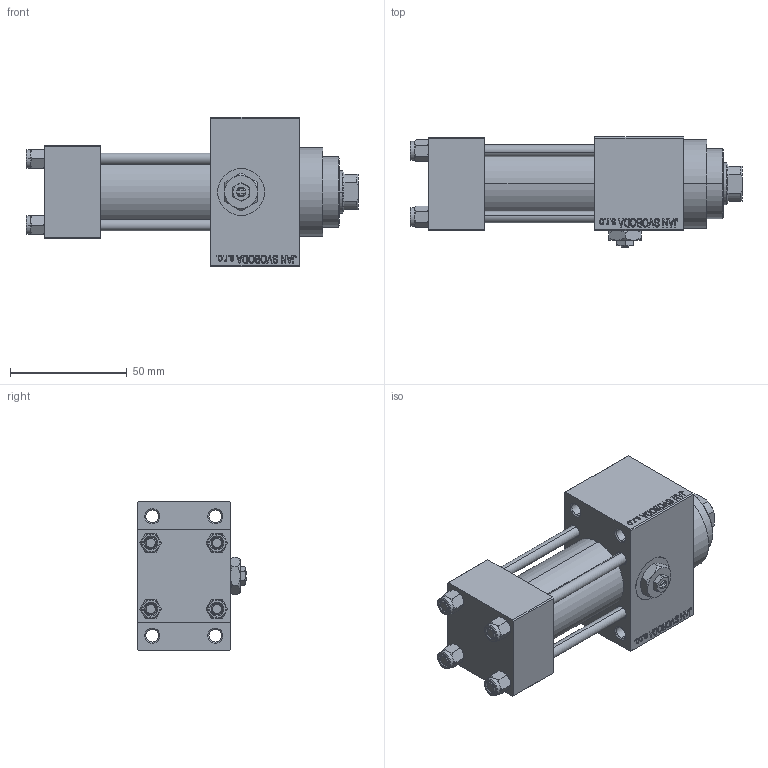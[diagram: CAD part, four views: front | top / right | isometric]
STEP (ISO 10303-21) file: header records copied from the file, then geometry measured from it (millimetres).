
FILE_DESCRIPTION (( 'STEP AP203' ), '1' );
FILE_NAME ('2a45.STEP', '2023-08-23T09:08:03', ( '' ), ( '' ), 'SwSTEP 2.0', 'SolidWorks 2019', '' );
FILE_SCHEMA (( 'CONFIG_CONTROL_DESIGN' ));
Length unit declared in the file: millimetre
Products named in the file (7): V215CR_D_TYCINKA 6b2694eaf59bb8dfa87f07586f2203ea; 2a45; V215CR_D_Body 6b2694eaf59bb8dfa87f07586f2203ea; V215CR_VCP_D 6b2694eaf59bb8dfa87f07586f2203ea; V215_VC_A 6b2694eaf59bb8dfa87f07586f2203ea; Zatka_pro_OIL_PORT 6b2694eaf59bb8dfa87f07586f2203ea; NUT_M5_D 6b2694eaf59bb8dfa87f07586f2203ea
Assembly tree (12 placements, depth 2):
  2a45
    V215CR_D_Body 6b2694eaf59bb8dfa87f07586f2203ea
    V215CR_VCP_D 6b2694eaf59bb8dfa87f07586f2203ea
    NUT_M5_D 6b2694eaf59bb8dfa87f07586f2203ea  x4
    V215CR_D_TYCINKA 6b2694eaf59bb8dfa87f07586f2203ea  x4
    V215_VC_A 6b2694eaf59bb8dfa87f07586f2203ea
    Zatka_pro_OIL_PORT 6b2694eaf59bb8dfa87f07586f2203ea
Bounding box: 142 x 47 x 64 mm (x, y, z)
Volume: 180837.3 mm3; surface area: 64776.3 mm2
Topology: 12 solids, 12 shells, 1147 faces, 2846 edges, 1837 vertices
Faces by surface type: plane 518, bspline 368, cone 162, cylinder 91, torus 8
Entity records: 48709 total; most frequent: CARTESIAN_POINT 25566, ORIENTED_EDGE 5184, DIRECTION 3360, EDGE_CURVE 2592, VERTEX_POINT 1693, VECTOR 1538, LINE 1538, EDGE_LOOP 1163
